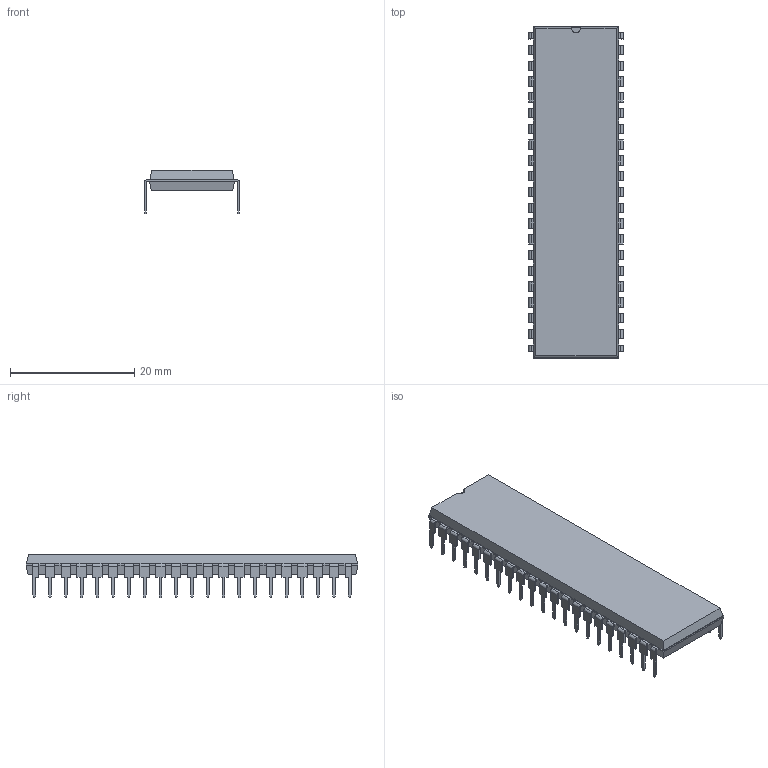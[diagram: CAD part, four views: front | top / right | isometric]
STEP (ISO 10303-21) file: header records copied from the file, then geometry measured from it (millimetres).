
FILE_DESCRIPTION(/* description */ ('model of DIP-42_W15.24mm_Socket'),/* implementation_level */ '2;1');
FILE_NAME(/* name */ 'DIP-42_W15.24mm_Socket.step',/* time_stamp */ '2018-11-04T11:15:40',/* author */ ('kicad StepUp','ksu'),/* organization */ ('FreeCAD'),/* preprocessor_version */ 'OCC',/* originating_system */ 'kicad StepUp',/* authorisation */ '');
FILE_SCHEMA(('AUTOMOTIVE_DESIGN { 1 0 10303 214 1 1 1 1 }'));
Length unit declared in the file: millimetre
Products named in the file (1): DIP_42_W1524mm_Socket
Bounding box: 15.24 x 53.46 x 6.98 mm (x, y, z)
Volume: 2398.1 mm3; surface area: 2391 mm2
Topology: 1 solids, 1 shells, 768 faces, 2036 edges, 1270 vertices
Faces by surface type: plane 587, bspline 96, cylinder 85
Entity records: 28492 total; most frequent: CARTESIAN_POINT 4388, ORIENTED_EDGE 4072, DIRECTION 3535, EDGE_CURVE 2036, LINE 1845, VECTOR 1845, VERTEX_POINT 1270, AXIS2_PLACEMENT_3D 845
